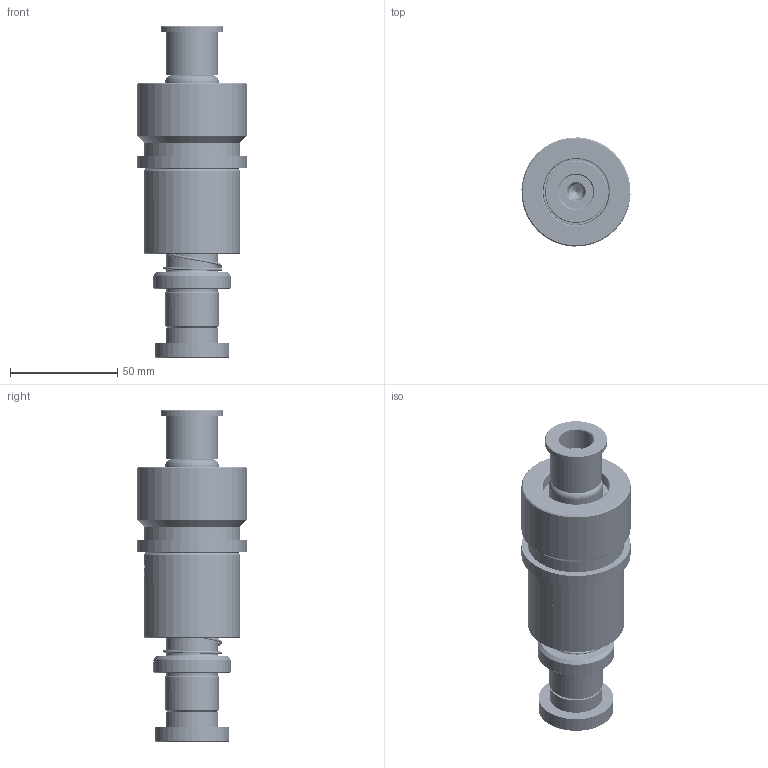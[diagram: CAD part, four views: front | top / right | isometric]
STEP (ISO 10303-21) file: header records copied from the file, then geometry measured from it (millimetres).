
FILE_DESCRIPTION (( 'STEP AP214' ), '1' );
FILE_NAME ('KTSH KTJH-D25-L100(BL80).STEP', '2024-12-09T06:02:03', ( '111' ), ( '21222' ), 'SwSTEP 2.0', 'SolidWorks 2020', '' );
FILE_SCHEMA (( 'AUTOMOTIVE_DESIGN' ));
Length unit declared in the file: millimetre
Products named in the file (9): GTK-D29-d24; KTSH KTJH-D25-L100(BL80); TRPK蹟簽D25; TRB25-40-40; BSH-D30.5-25.5-L75郪蚾; TRPK-D25-L110; BALL-D3; HWP-D27.5-d25.5-L40; BSH-30.5-25.5-L75
Assembly tree (357 placements, depth 3):
  KTSH KTJH-D25-L100(BL80)
    TRPK-D25-L110
    TRPK蹟簽D25
    BSH-D30.5-25.5-L75郪蚾
      BALL-D3  x350
      BSH-30.5-25.5-L75
    GTK-D29-d24
    TRB25-40-40
    HWP-D27.5-d25.5-L40
Bounding box: 50.92 x 50.92 x 155 mm (x, y, z)
Volume: 170682.4 mm3; surface area: 74758.7 mm2
Topology: 356 solids, 356 shells, 1588 faces, 6817 edges, 4526 vertices
Faces by surface type: sphere 1400, cylinder 60, cone 52, plane 38, bspline 22, torus 16
Entity records: 63149 total; most frequent: CARTESIAN_POINT 37573, ORIENTED_EDGE 5216, DIRECTION 4420, EDGE_CURVE 2608, AXIS2_PLACEMENT_3D 2127, VERTEX_POINT 1714, EDGE_LOOP 1580, B_SPLINE_CURVE_WITH_KNOTS 1545
